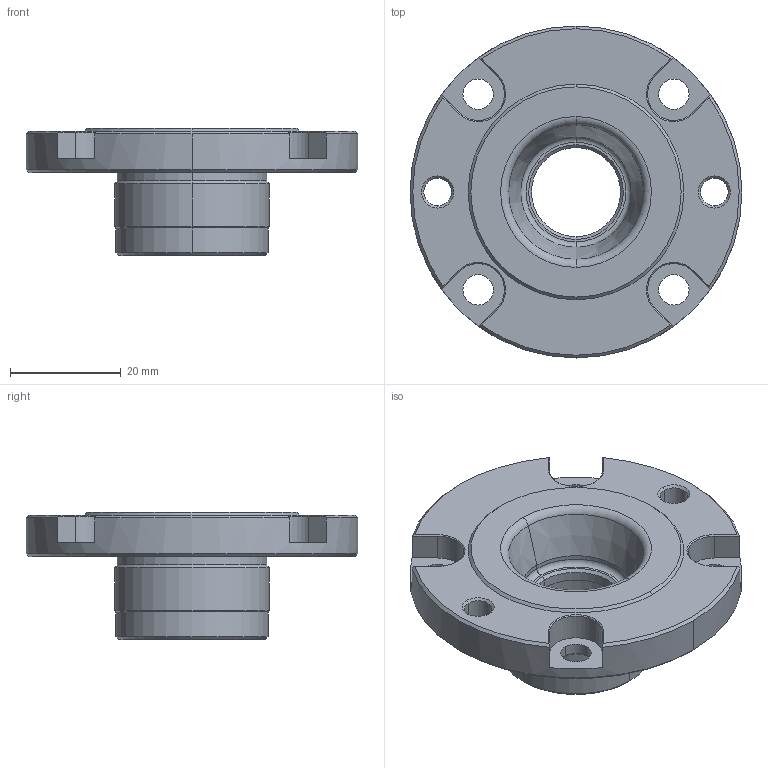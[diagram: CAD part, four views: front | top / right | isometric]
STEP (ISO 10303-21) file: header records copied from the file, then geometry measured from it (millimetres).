
FILE_DESCRIPTION (( 'STEP AP203' ), '1' );
FILE_NAME ('amwf40-bu-t.STEP', '2021-10-21T07:35:36', ( '' ), ( '' ), 'SwSTEP 2.0', 'SolidWorks 2020', '' );
FILE_SCHEMA (( 'CONFIG_CONTROL_DESIGN' ));
Length unit declared in the file: millimetre
Products named in the file (1): amwf40-bu-t
Bounding box: 60 x 60 x 23 mm (x, y, z)
Volume: 20320.9 mm3; surface area: 9558.3 mm2
Topology: 1 solids, 1 shells, 111 faces, 260 edges, 155 vertices
Faces by surface type: cone 47, cylinder 32, plane 26, torus 6
Entity records: 3284 total; most frequent: DIRECTION 597, CARTESIAN_POINT 575, ORIENTED_EDGE 520, EDGE_CURVE 260, AXIS2_PLACEMENT_3D 241, VERTEX_POINT 155, CIRCLE 129, EDGE_LOOP 129
